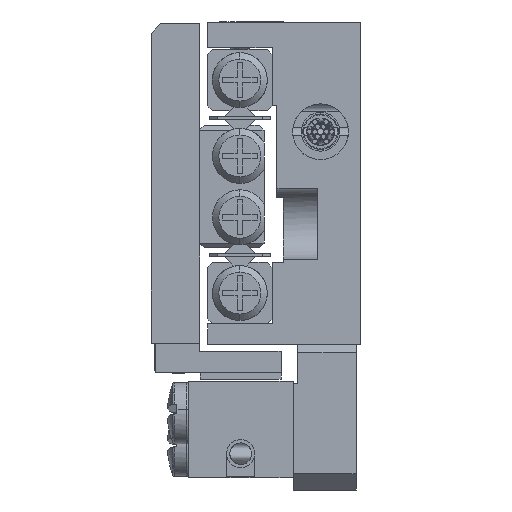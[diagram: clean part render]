
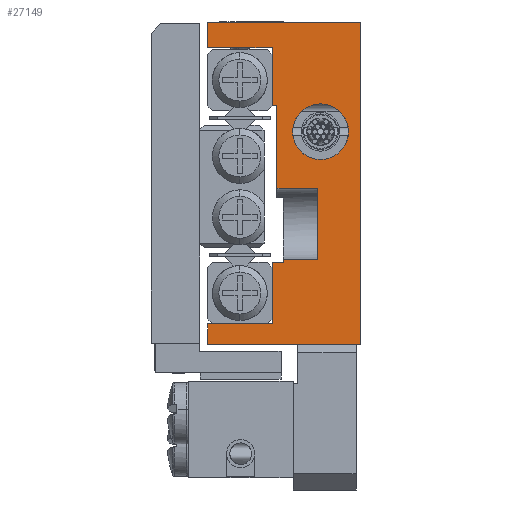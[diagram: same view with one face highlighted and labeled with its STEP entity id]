
A CAD part, left-side view. The second image highlights one B-rep face of the part: STEP entity #27149.
In plain terms, the highlighted planar face has unit normal (-1, 0, 0).
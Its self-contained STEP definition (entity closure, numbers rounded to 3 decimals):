
#433 = VECTOR ( 'NONE', #3625, 1000. ) ;
#667 = VECTOR ( 'NONE', #41889, 1000. ) ;
#800 = ORIENTED_EDGE ( 'NONE', *, *, #40370, .T. ) ;
#1046 = ORIENTED_EDGE ( 'NONE', *, *, #14671, .T. ) ;
#1078 = DIRECTION ( 'NONE',  ( 0., 0., -1. ) ) ;
#1351 = LINE ( 'NONE', #12068, #44378 ) ;
#1730 = EDGE_CURVE ( 'NONE', #31707, #39187, #17583, .T. ) ;
#1868 = DIRECTION ( 'NONE',  ( 0., 0., 1. ) ) ;
#2737 = CARTESIAN_POINT ( 'NONE',  ( -10., 5.5, 8.4 ) ) ;
#2753 = EDGE_LOOP ( 'NONE', ( #800, #35210, #23294, #39886, #36690, #24736, #30051, #5340, #30193, #10245, #42979, #1046, #41929, #28539, #11176, #41729 ) ) ;
#2919 = VECTOR ( 'NONE', #10986, 1000. ) ;
#3309 = VERTEX_POINT ( 'NONE', #18948 ) ;
#3579 = VECTOR ( 'NONE', #18575, 1000. ) ;
#3625 = DIRECTION ( 'NONE',  ( 0., 1., 0. ) ) ;
#3656 = VECTOR ( 'NONE', #14385, 1000. ) ;
#4135 = EDGE_CURVE ( 'NONE', #25098, #20879, #32472, .T. ) ;
#4620 = DIRECTION ( 'NONE',  ( 0., 0., -1. ) ) ;
#4669 = LINE ( 'NONE', #39532, #9498 ) ;
#4757 = ORIENTED_EDGE ( 'NONE', *, *, #21552, .F. ) ;
#4985 = DIRECTION ( 'NONE',  ( 0., -1., 0. ) ) ;
#5119 = AXIS2_PLACEMENT_3D ( 'NONE', #20445, #16966, #20908 ) ;
#5340 = ORIENTED_EDGE ( 'NONE', *, *, #14989, .T. ) ;
#6346 = LINE ( 'NONE', #12895, #667 ) ;
#6619 = CARTESIAN_POINT ( 'NONE',  ( -10., 0., -10. ) ) ;
#6891 = EDGE_CURVE ( 'NONE', #45639, #25098, #23026, .T. ) ;
#7504 = CARTESIAN_POINT ( 'NONE',  ( -10., 0., -10. ) ) ;
#7888 = CARTESIAN_POINT ( 'NONE',  ( -10., 4.8, -4.7 ) ) ;
#8138 = VERTEX_POINT ( 'NONE', #37191 ) ;
#8264 = VECTOR ( 'NONE', #23485, 1000. ) ;
#8350 = CARTESIAN_POINT ( 'NONE',  ( -10., -2.141, -0.3 ) ) ;
#8922 = CARTESIAN_POINT ( 'NONE',  ( -10., -2.141, -4.7 ) ) ;
#9498 = VECTOR ( 'NONE', #43683, 1000. ) ;
#10234 = DIRECTION ( 'NONE',  ( 1., 0., 0. ) ) ;
#10245 = ORIENTED_EDGE ( 'NONE', *, *, #43902, .F. ) ;
#10435 = CARTESIAN_POINT ( 'NONE',  ( -10., 5.5, -10. ) ) ;
#10923 = VERTEX_POINT ( 'NONE', #25231 ) ;
#10986 = DIRECTION ( 'NONE',  ( 0., 0., 1. ) ) ;
#11176 = ORIENTED_EDGE ( 'NONE', *, *, #17063, .F. ) ;
#11602 = LINE ( 'NONE', #8350, #3579 ) ;
#11700 = AXIS2_PLACEMENT_3D ( 'NONE', #12934, #12709, #16423 ) ;
#11877 = DIRECTION ( 'NONE',  ( 0., -1., 0. ) ) ;
#12068 = CARTESIAN_POINT ( 'NONE',  ( -10., 5.5, -10. ) ) ;
#12709 = DIRECTION ( 'NONE',  ( -1., 0., 0. ) ) ;
#12712 = CARTESIAN_POINT ( 'NONE',  ( -10., 9.5, 10. ) ) ;
#12895 = CARTESIAN_POINT ( 'NONE',  ( -10., 4.8, -10. ) ) ;
#12934 = CARTESIAN_POINT ( 'NONE',  ( -10., 2.5, 3.2 ) ) ;
#13734 = FACE_BOUND ( 'NONE', #26357, .T. ) ;
#14153 = CARTESIAN_POINT ( 'NONE',  ( -10., 9.5, 8.4 ) ) ;
#14355 = CARTESIAN_POINT ( 'NONE',  ( -10., 5.2, -0.3 ) ) ;
#14385 = DIRECTION ( 'NONE',  ( 0., 0., 1. ) ) ;
#14671 = EDGE_CURVE ( 'NONE', #34979, #20879, #33578, .T. ) ;
#14989 = EDGE_CURVE ( 'NONE', #37168, #41940, #36249, .T. ) ;
#15248 = CARTESIAN_POINT ( 'NONE',  ( -10., 5.5, 8.4 ) ) ;
#15460 = LINE ( 'NONE', #40759, #16994 ) ;
#16423 = DIRECTION ( 'NONE',  ( 0., 0., 1. ) ) ;
#16966 = DIRECTION ( 'NONE',  ( -1., 0., 0. ) ) ;
#16994 = VECTOR ( 'NONE', #40523, 1000. ) ;
#17063 = EDGE_CURVE ( 'NONE', #26238, #45639, #37870, .T. ) ;
#17462 = VECTOR ( 'NONE', #43558, 1000. ) ;
#17583 = LINE ( 'NONE', #31728, #433 ) ;
#18575 = DIRECTION ( 'NONE',  ( 0., 1., 0. ) ) ;
#18948 = CARTESIAN_POINT ( 'NONE',  ( -10., 4.8, -4.9 ) ) ;
#19034 = LINE ( 'NONE', #21823, #31239 ) ;
#19162 = VECTOR ( 'NONE', #19610, 1000. ) ;
#19265 = CARTESIAN_POINT ( 'NONE',  ( -10., 2.5, 1.473 ) ) ;
#19610 = DIRECTION ( 'NONE',  ( 0., 1., 0. ) ) ;
#19828 = LINE ( 'NONE', #8922, #19162 ) ;
#20445 = CARTESIAN_POINT ( 'NONE',  ( -10., 2.5, 3.2 ) ) ;
#20463 = VERTEX_POINT ( 'NONE', #7888 ) ;
#20631 = EDGE_CURVE ( 'NONE', #31707, #40056, #1351, .T. ) ;
#20879 = VERTEX_POINT ( 'NONE', #2737 ) ;
#20908 = DIRECTION ( 'NONE',  ( 0., 0., 1. ) ) ;
#21170 = CARTESIAN_POINT ( 'NONE',  ( -10., 9.5, -10. ) ) ;
#21552 = EDGE_CURVE ( 'NONE', #34054, #41248, #33851, .T. ) ;
#21643 = CARTESIAN_POINT ( 'NONE',  ( -10., 5.5, -10. ) ) ;
#21823 = CARTESIAN_POINT ( 'NONE',  ( -10., 9.5, -10. ) ) ;
#22423 = LINE ( 'NONE', #25894, #31075 ) ;
#23026 = LINE ( 'NONE', #26257, #8264 ) ;
#23294 = ORIENTED_EDGE ( 'NONE', *, *, #44097, .T. ) ;
#23325 = CARTESIAN_POINT ( 'NONE',  ( -10., 5.5, -4.9 ) ) ;
#23379 = VECTOR ( 'NONE', #11877, 1000. ) ;
#23485 = DIRECTION ( 'NONE',  ( 0., 1., 0. ) ) ;
#24412 = EDGE_CURVE ( 'NONE', #37022, #20463, #19828, .T. ) ;
#24736 = ORIENTED_EDGE ( 'NONE', *, *, #1730, .T. ) ;
#25098 = VERTEX_POINT ( 'NONE', #30450 ) ;
#25151 = LINE ( 'NONE', #7504, #2919 ) ;
#25231 = CARTESIAN_POINT ( 'NONE',  ( -10., 0., 10. ) ) ;
#25296 = EDGE_CURVE ( 'NONE', #41248, #34054, #31795, .T. ) ;
#25676 = CARTESIAN_POINT ( 'NONE',  ( -10., 2.5, 4.927 ) ) ;
#25894 = CARTESIAN_POINT ( 'NONE',  ( -10., 5.5, 10. ) ) ;
#26219 = DIRECTION ( 'NONE',  ( 0., 0., 1. ) ) ;
#26238 = VERTEX_POINT ( 'NONE', #14355 ) ;
#26257 = CARTESIAN_POINT ( 'NONE',  ( -10., 5.5, 4.8 ) ) ;
#26357 = EDGE_LOOP ( 'NONE', ( #4757, #40502 ) ) ;
#27149 = ADVANCED_FACE ( 'NONE', ( #13734, #41824 ), #31807, .F. ) ;
#28402 = EDGE_CURVE ( 'NONE', #8138, #34979, #32902, .T. ) ;
#28539 = ORIENTED_EDGE ( 'NONE', *, *, #6891, .F. ) ;
#28687 = CARTESIAN_POINT ( 'NONE',  ( -10., 5.2, 4.8 ) ) ;
#29010 = CARTESIAN_POINT ( 'NONE',  ( -10., 9.5, -8.7 ) ) ;
#29417 = VECTOR ( 'NONE', #1868, 1000. ) ;
#30051 = ORIENTED_EDGE ( 'NONE', *, *, #31254, .T. ) ;
#30193 = ORIENTED_EDGE ( 'NONE', *, *, #44164, .T. ) ;
#30450 = CARTESIAN_POINT ( 'NONE',  ( -10., 5.5, 4.8 ) ) ;
#30714 = CARTESIAN_POINT ( 'NONE',  ( -10., 2.692, -4.7 ) ) ;
#31075 = VECTOR ( 'NONE', #4985, 1000. ) ;
#31239 = VECTOR ( 'NONE', #4620, 1000. ) ;
#31254 = EDGE_CURVE ( 'NONE', #39187, #37168, #19034, .T. ) ;
#31707 = VERTEX_POINT ( 'NONE', #33654 ) ;
#31728 = CARTESIAN_POINT ( 'NONE',  ( -10., 5.5, -8.7 ) ) ;
#31795 = CIRCLE ( 'NONE', #5119, 1.727 ) ;
#31807 = PLANE ( 'NONE',  #41531 ) ;
#32472 = LINE ( 'NONE', #10435, #3656 ) ;
#32902 = LINE ( 'NONE', #12712, #42315 ) ;
#33578 = LINE ( 'NONE', #15248, #17462 ) ;
#33654 = CARTESIAN_POINT ( 'NONE',  ( -10., 5.5, -8.7 ) ) ;
#33851 = CIRCLE ( 'NONE', #11700, 1.727 ) ;
#34054 = VERTEX_POINT ( 'NONE', #25676 ) ;
#34979 = VERTEX_POINT ( 'NONE', #14153 ) ;
#35210 = ORIENTED_EDGE ( 'NONE', *, *, #24412, .T. ) ;
#36249 = LINE ( 'NONE', #21643, #23379 ) ;
#36690 = ORIENTED_EDGE ( 'NONE', *, *, #20631, .F. ) ;
#37022 = VERTEX_POINT ( 'NONE', #30714 ) ;
#37168 = VERTEX_POINT ( 'NONE', #21170 ) ;
#37191 = CARTESIAN_POINT ( 'NONE',  ( -10., 9.5, 10. ) ) ;
#37870 = LINE ( 'NONE', #44373, #29417 ) ;
#37882 = CARTESIAN_POINT ( 'NONE',  ( -10., 5.5, -10. ) ) ;
#38734 = CARTESIAN_POINT ( 'NONE',  ( -10., 2.692, -0.3 ) ) ;
#39187 = VERTEX_POINT ( 'NONE', #29010 ) ;
#39532 = CARTESIAN_POINT ( 'NONE',  ( -10., 2.692, -10. ) ) ;
#39886 = ORIENTED_EDGE ( 'NONE', *, *, #43792, .F. ) ;
#40056 = VERTEX_POINT ( 'NONE', #23325 ) ;
#40370 = EDGE_CURVE ( 'NONE', #41392, #37022, #4669, .T. ) ;
#40502 = ORIENTED_EDGE ( 'NONE', *, *, #25296, .F. ) ;
#40523 = DIRECTION ( 'NONE',  ( 0., -1., 0. ) ) ;
#40759 = CARTESIAN_POINT ( 'NONE',  ( -10., 5.5, -4.9 ) ) ;
#40974 = EDGE_CURVE ( 'NONE', #41392, #26238, #11602, .T. ) ;
#41248 = VERTEX_POINT ( 'NONE', #19265 ) ;
#41392 = VERTEX_POINT ( 'NONE', #38734 ) ;
#41531 = AXIS2_PLACEMENT_3D ( 'NONE', #37882, #10234, #45934 ) ;
#41729 = ORIENTED_EDGE ( 'NONE', *, *, #40974, .F. ) ;
#41824 = FACE_OUTER_BOUND ( 'NONE', #2753, .T. ) ;
#41889 = DIRECTION ( 'NONE',  ( 0., 0., -1. ) ) ;
#41929 = ORIENTED_EDGE ( 'NONE', *, *, #4135, .F. ) ;
#41940 = VERTEX_POINT ( 'NONE', #6619 ) ;
#42315 = VECTOR ( 'NONE', #1078, 1000. ) ;
#42979 = ORIENTED_EDGE ( 'NONE', *, *, #28402, .T. ) ;
#43558 = DIRECTION ( 'NONE',  ( 0., -1., 0. ) ) ;
#43683 = DIRECTION ( 'NONE',  ( 0., 0., -1. ) ) ;
#43792 = EDGE_CURVE ( 'NONE', #40056, #3309, #15460, .T. ) ;
#43902 = EDGE_CURVE ( 'NONE', #8138, #10923, #22423, .T. ) ;
#44097 = EDGE_CURVE ( 'NONE', #20463, #3309, #6346, .T. ) ;
#44164 = EDGE_CURVE ( 'NONE', #41940, #10923, #25151, .T. ) ;
#44373 = CARTESIAN_POINT ( 'NONE',  ( -10., 5.2, 4.8 ) ) ;
#44378 = VECTOR ( 'NONE', #26219, 1000. ) ;
#45639 = VERTEX_POINT ( 'NONE', #28687 ) ;
#45934 = DIRECTION ( 'NONE',  ( 0., 0., -1. ) ) ;
